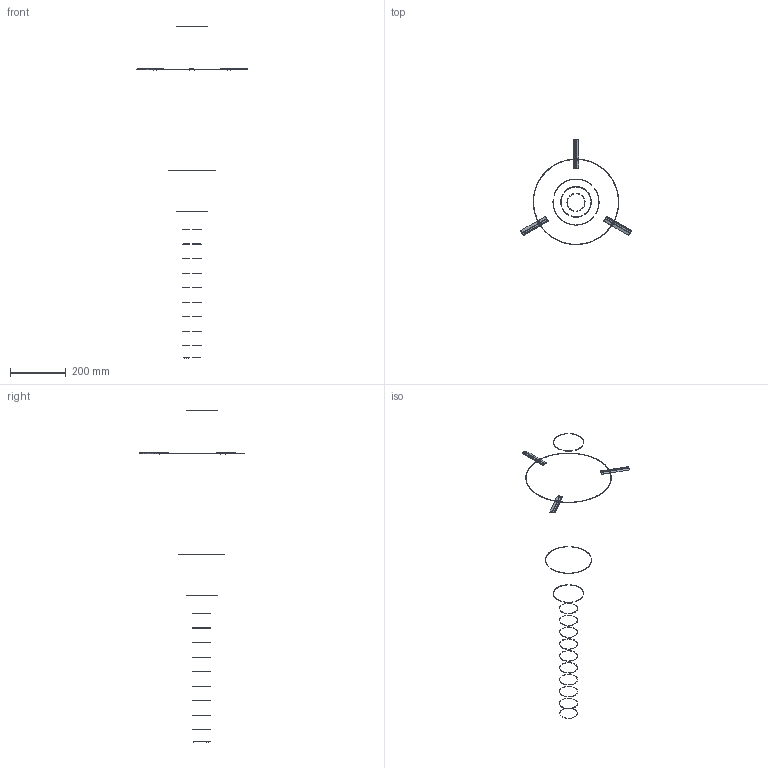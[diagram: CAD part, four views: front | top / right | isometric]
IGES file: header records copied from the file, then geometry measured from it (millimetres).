
Global section: file name: 87HKite Turbine for CFD.igs; native system: Rhinoceros ( Jul 27 2022 ); preprocessor: Trout Lake IGES 012 Jul 27 2022; date: 220819.164149; units: millimetre
Bounding box: 396.22 x 375.44 x 1186.6 mm (x, y, z)
Surface area: 26440.6 mm2 (no closed solid volume)
Topology: 0 solids, 0 shells, 125 faces, 10934 edges, 10941 vertices
Faces by surface type: bspline 125
